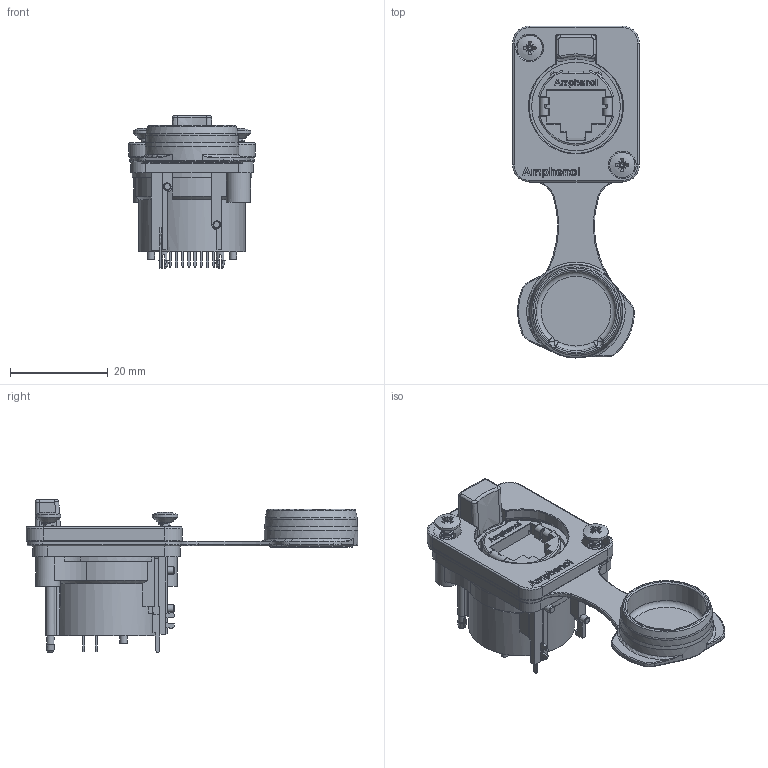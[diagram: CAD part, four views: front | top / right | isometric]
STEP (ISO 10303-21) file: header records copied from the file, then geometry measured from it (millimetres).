
FILE_DESCRIPTION(/* description */ (''),/* implementation_level */ '2;1');
FILE_NAME(/* name */ '55011396-000.stp',/* time_stamp */ '2026-04-07T16:08:03+10:00',/* author */ ('michael'),/* organization */ (''),/* preprocessor_version */ 'ST-DEVELOPER v20.1',/* originating_system */ 'Autodesk Inventor 2026',/* authorisation */ '');
FILE_SCHEMA (('AUTOMOTIVE_DESIGN { 1 0 10303 214 3 1 1 }'));
Length unit declared in the file: millimetre
Products named in the file (1): 55011396-000_Simplify_1
Bounding box: 26 x 68.1 x 31.35 mm (x, y, z)
Volume: 12252.5 mm3; surface area: 8049.9 mm2
Topology: 1 solids, 2 shells, 1777 faces, 4833 edges, 3088 vertices
Faces by surface type: plane 731, bspline 531, cylinder 343, cone 89, torus 75, sphere 8
Full cylindrical faces by diameter (mm): 1.5 x2, 1.55 x4, 3.4 x2, 5 x1, 5.2 x2, 15.4 x1, 17 x1, 18.2 x1, 19 x1, 19.2 x1
Entity records: 93053 total; most frequent: CARTESIAN_POINT 50542, ORIENTED_EDGE 9652, DIRECTION 6600, EDGE_CURVE 4826, VERTEX_POINT 3088, LINE 2324, VECTOR 2324, AXIS2_PLACEMENT_3D 2138
